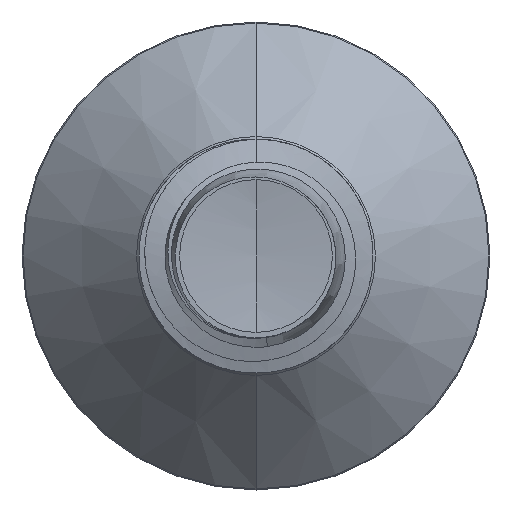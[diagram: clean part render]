
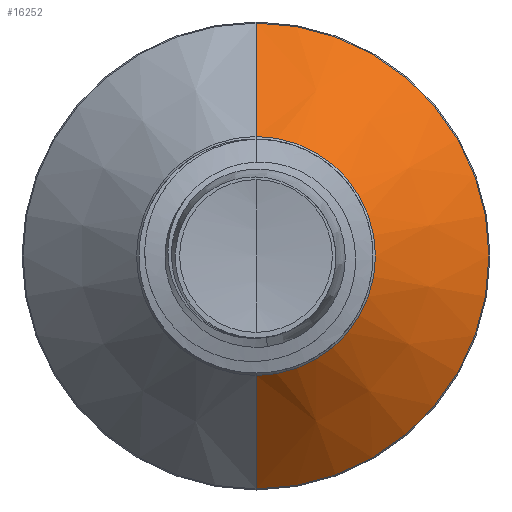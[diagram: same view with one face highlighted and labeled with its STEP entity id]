
A CAD part, front view. The second image highlights one B-rep face of the part: STEP entity #16252.
In plain terms, the highlighted conical face has half-angle 45 degrees and reference radius 2.042 mm.
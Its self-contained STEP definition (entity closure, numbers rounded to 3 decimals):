
#238 = AXIS2_PLACEMENT_3D ( 'NONE', #10150, #1871, #11349 ) ;
#437 = VERTEX_POINT ( 'NONE', #14088 ) ;
#555 = CARTESIAN_POINT ( 'NONE',  ( 0., 5.842, 0. ) ) ;
#1871 = DIRECTION ( 'NONE',  ( 0., 1., 0. ) ) ;
#1983 = DIRECTION ( 'NONE',  ( 0., 1., 0. ) ) ;
#2271 = CARTESIAN_POINT ( 'NONE',  ( 0., 5.842, 2.042 ) ) ;
#2970 = EDGE_CURVE ( 'NONE', #9275, #15512, #10292, .T. ) ;
#3747 = DIRECTION ( 'NONE',  ( 0., 0.707, 0.707 ) ) ;
#5102 = ORIENTED_EDGE ( 'NONE', *, *, #14577, .T. ) ;
#5206 = EDGE_LOOP ( 'NONE', ( #5102, #5893, #7670, #11875 ) ) ;
#5508 = CARTESIAN_POINT ( 'NONE',  ( 0., 7.782, -3.982 ) ) ;
#5893 = ORIENTED_EDGE ( 'NONE', *, *, #2970, .T. ) ;
#6319 = DIRECTION ( 'NONE',  ( 0., 1., 0. ) ) ;
#6345 = CONICAL_SURFACE ( 'NONE', #7737, 2.042, 0.785 ) ;
#6646 = FACE_OUTER_BOUND ( 'NONE', #5206, .T. ) ;
#6854 = CIRCLE ( 'NONE', #238, 3.982 ) ;
#7105 = CARTESIAN_POINT ( 'NONE',  ( 0., 7.782, 3.982 ) ) ;
#7670 = ORIENTED_EDGE ( 'NONE', *, *, #16171, .F. ) ;
#7737 = AXIS2_PLACEMENT_3D ( 'NONE', #555, #1983, #8916 ) ;
#8385 = CARTESIAN_POINT ( 'NONE',  ( 0., 5.842, -2.042 ) ) ;
#8502 = CIRCLE ( 'NONE', #9902, 2.042 ) ;
#8598 = VECTOR ( 'NONE', #9379, 1000. ) ;
#8916 = DIRECTION ( 'NONE',  ( 0., 0., 1. ) ) ;
#9275 = VERTEX_POINT ( 'NONE', #8385 ) ;
#9379 = DIRECTION ( 'NONE',  ( 0., 0.707, -0.707 ) ) ;
#9724 = CARTESIAN_POINT ( 'NONE',  ( 0., 5.842, -2.042 ) ) ;
#9754 = EDGE_CURVE ( 'NONE', #437, #15620, #11547, .T. ) ;
#9902 = AXIS2_PLACEMENT_3D ( 'NONE', #13537, #6319, #14679 ) ;
#10150 = CARTESIAN_POINT ( 'NONE',  ( 0., 7.782, 0. ) ) ;
#10292 = LINE ( 'NONE', #9724, #8598 ) ;
#11293 = VECTOR ( 'NONE', #3747, 1000. ) ;
#11349 = DIRECTION ( 'NONE',  ( 0., 0., 1. ) ) ;
#11547 = LINE ( 'NONE', #2271, #11293 ) ;
#11875 = ORIENTED_EDGE ( 'NONE', *, *, #9754, .F. ) ;
#13537 = CARTESIAN_POINT ( 'NONE',  ( 0., 5.842, 0. ) ) ;
#14088 = CARTESIAN_POINT ( 'NONE',  ( 0., 5.842, 2.042 ) ) ;
#14577 = EDGE_CURVE ( 'NONE', #437, #9275, #8502, .T. ) ;
#14679 = DIRECTION ( 'NONE',  ( 0., 0., 1. ) ) ;
#15512 = VERTEX_POINT ( 'NONE', #5508 ) ;
#15620 = VERTEX_POINT ( 'NONE', #7105 ) ;
#16171 = EDGE_CURVE ( 'NONE', #15620, #15512, #6854, .T. ) ;
#16252 = ADVANCED_FACE ( 'NONE', ( #6646 ), #6345, .T. ) ;
